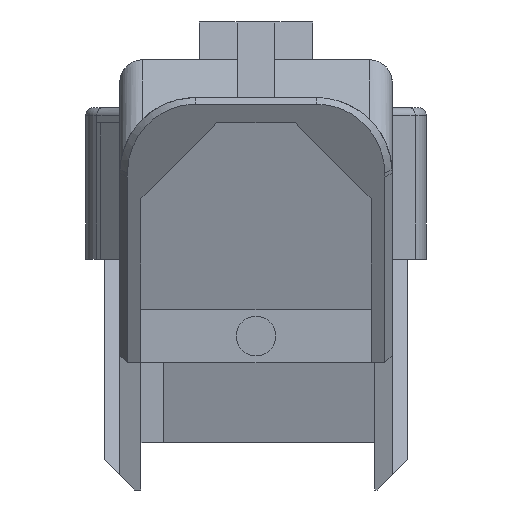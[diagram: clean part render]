
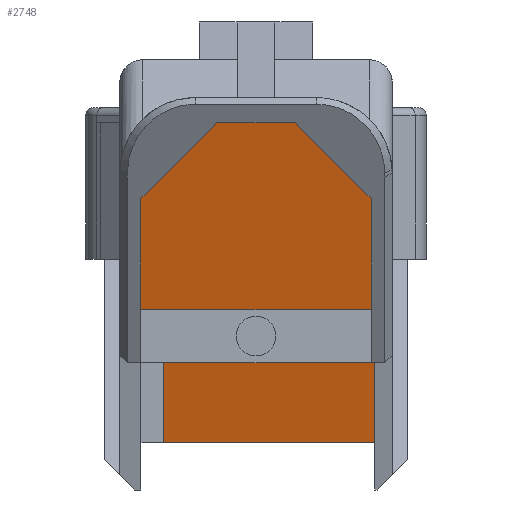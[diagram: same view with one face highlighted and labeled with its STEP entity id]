
A CAD part, front view. The second image highlights one B-rep face of the part: STEP entity #2748.
In plain terms, the highlighted planar face has unit normal (0, -0.966, -0.259).
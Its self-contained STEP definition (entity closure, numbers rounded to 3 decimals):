
#165=PLANE('',#2940);
#309=FACE_OUTER_BOUND('',#460,.T.);
#460=EDGE_LOOP('',(#2563,#2564,#2565,#2566,#2567,#2568));
#496=LINE('',#3706,#827);
#599=LINE('',#3937,#930);
#611=LINE('',#3958,#942);
#788=LINE('',#4634,#1119);
#790=LINE('',#4638,#1121);
#793=LINE('',#4649,#1124);
#827=VECTOR('',#2996,10.);
#930=VECTOR('',#3175,10.);
#942=VECTOR('',#3189,10.);
#1119=VECTOR('',#3598,10.);
#1121=VECTOR('',#3604,10.);
#1124=VECTOR('',#3623,10.);
#1189=VERTEX_POINT('',#3703);
#1190=VERTEX_POINT('',#3705);
#1279=VERTEX_POINT('',#3934);
#1280=VERTEX_POINT('',#3936);
#1288=VERTEX_POINT('',#3956);
#1411=VERTEX_POINT('',#4632);
#1446=EDGE_CURVE('',#1190,#1189,#496,.T.);
#1561=EDGE_CURVE('',#1279,#1280,#599,.T.);
#1573=EDGE_CURVE('',#1279,#1288,#611,.T.);
#1796=EDGE_CURVE('',#1189,#1411,#788,.T.);
#1798=EDGE_CURVE('',#1411,#1280,#790,.T.);
#1801=EDGE_CURVE('',#1190,#1288,#793,.T.);
#2563=ORIENTED_EDGE('',*,*,#1798,.T.);
#2564=ORIENTED_EDGE('',*,*,#1561,.F.);
#2565=ORIENTED_EDGE('',*,*,#1573,.T.);
#2566=ORIENTED_EDGE('',*,*,#1801,.F.);
#2567=ORIENTED_EDGE('',*,*,#1446,.T.);
#2568=ORIENTED_EDGE('',*,*,#1796,.T.);
#2748=ADVANCED_FACE('',(#309),#165,.F.);
#2940=AXIS2_PLACEMENT_3D('',#4650,#3624,#3625);
#2996=DIRECTION('',(0.,0.259,-0.966));
#3175=DIRECTION('',(-1.,0.,0.));
#3189=DIRECTION('',(0.,-0.259,0.966));
#3598=DIRECTION('',(1.,0.,0.));
#3604=DIRECTION('',(0.,0.259,-0.966));
#3623=DIRECTION('',(1.,0.,0.));
#3624=DIRECTION('center_axis',(0.,0.966,0.259));
#3625=DIRECTION('ref_axis',(0.,-0.259,0.966));
#3703=CARTESIAN_POINT('',(-15.2,56.155,146.406));
#3705=CARTESIAN_POINT('',(-15.2,47.555,178.5));
#3706=CARTESIAN_POINT('',(-15.2,47.555,178.5));
#3934=CARTESIAN_POINT('',(15.7,60.71,129.406));
#3936=CARTESIAN_POINT('',(-12.2,60.71,129.406));
#3937=CARTESIAN_POINT('',(-7.5,60.71,129.406));
#3956=CARTESIAN_POINT('',(15.7,47.555,178.5));
#3958=CARTESIAN_POINT('',(15.7,47.555,178.5));
#4632=CARTESIAN_POINT('',(-12.2,56.155,146.406));
#4634=CARTESIAN_POINT('',(-7.6,56.155,146.406));
#4638=CARTESIAN_POINT('',(-12.2,59.016,135.727));
#4649=CARTESIAN_POINT('',(0.,47.555,178.5));
#4650=CARTESIAN_POINT('Origin',(0.,60.71,129.406));
